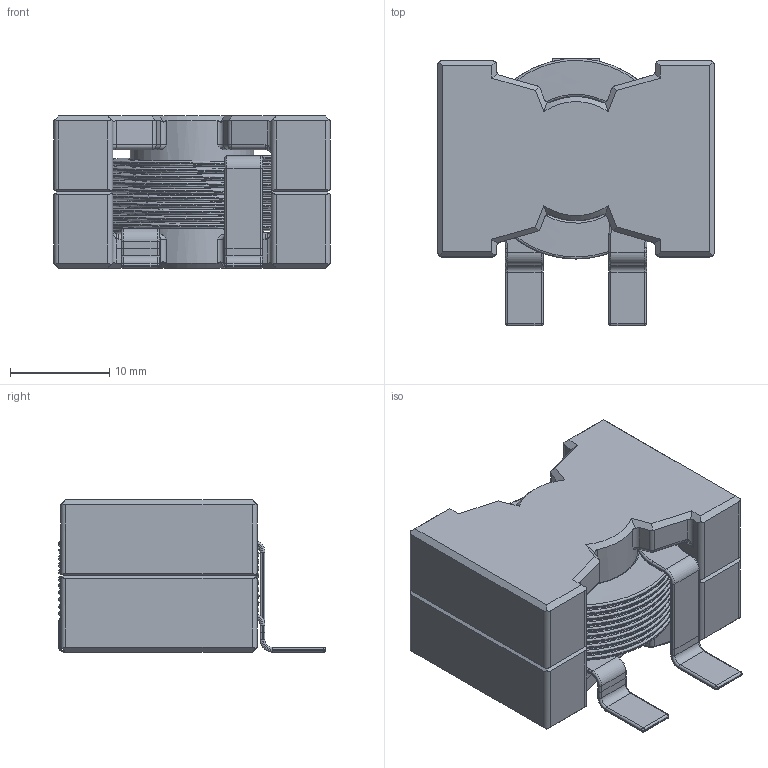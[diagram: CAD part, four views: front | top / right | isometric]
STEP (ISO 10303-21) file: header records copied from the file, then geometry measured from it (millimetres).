
FILE_DESCRIPTION(/* description */ (''),/* implementation_level */ '2;1');
FILE_NAME(/* name */ 'Inductor SMD Shielded Coilcraft SER2915L-153KL.stp',/* time_stamp */ '2020-07-07T16:48:38+02:00',/* author */ ('diwou'),/* organization */ (''),/* preprocessor_version */ 'ST-DEVELOPER v18.1',/* originating_system */ 'Autodesk Inventor 2021',/* authorisation */ '');
FILE_SCHEMA (('AUTOMOTIVE_DESIGN { 1 0 10303 214 3 1 1 }'));
Length unit declared in the file: millimetre
Products named in the file (1): Inductor SMD Shielded Coilcraft SER2915L-153KL
Bounding box: 27.9 x 26.93 x 15.36 mm (x, y, z)
Volume: 6885.7 mm3; surface area: 8156.3 mm2
Topology: 2 solids, 2 shells, 422 faces, 1069 edges, 636 vertices
Faces by surface type: cylinder 173, plane 137, torus 60, bspline 22, sphere 20, cone 10
Full cylindrical faces by diameter (mm): 12.5 x2, 12.6 x10, 20.2 x10
Entity records: 17780 total; most frequent: CARTESIAN_POINT 7228, DIRECTION 2181, ORIENTED_EDGE 2116, EDGE_CURVE 1058, AXIS2_PLACEMENT_3D 847, VERTEX_POINT 636, LINE 487, VECTOR 487
